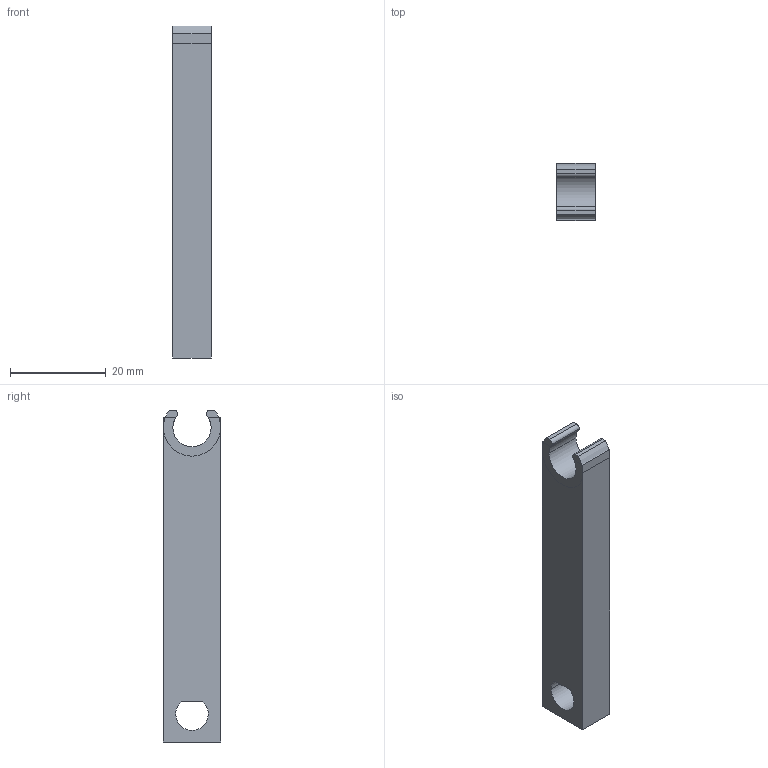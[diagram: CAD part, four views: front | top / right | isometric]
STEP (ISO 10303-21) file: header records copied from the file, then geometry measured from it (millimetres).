
FILE_DESCRIPTION (( 'STEP AP214' ), '1' );
FILE_NAME ('旋-狟.ST', '2023-11-02T01:36:09', ( '' ), ( '' ), 'SwSTEP 2.0', 'SolidWorks 2022', '' );
FILE_SCHEMA (( 'AUTOMOTIVE_DESIGN' ));
Length unit declared in the file: millimetre
Products named in the file (1): 臂-下
Bounding box: 8 x 12 x 69.5 mm (x, y, z)
Volume: 6290.3 mm3; surface area: 3494.4 mm2
Topology: 2 solids, 2 shells, 27 faces, 69 edges, 46 vertices
Faces by surface type: cylinder 15, plane 12
Entity records: 880 total; most frequent: DIRECTION 155, CARTESIAN_POINT 143, ORIENTED_EDGE 138, EDGE_CURVE 69, AXIS2_PLACEMENT_3D 58, VERTEX_POINT 46, LINE 39, VECTOR 39
